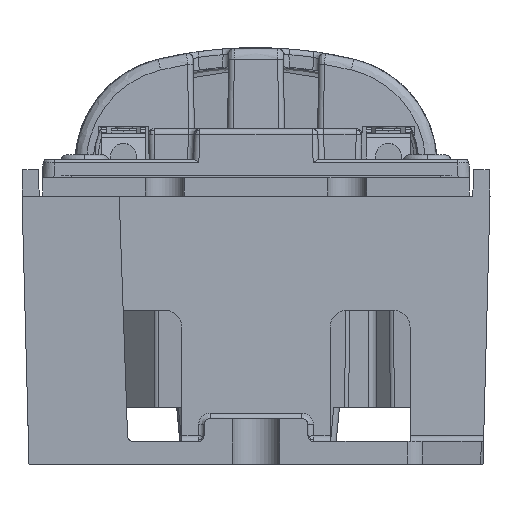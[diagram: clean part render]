
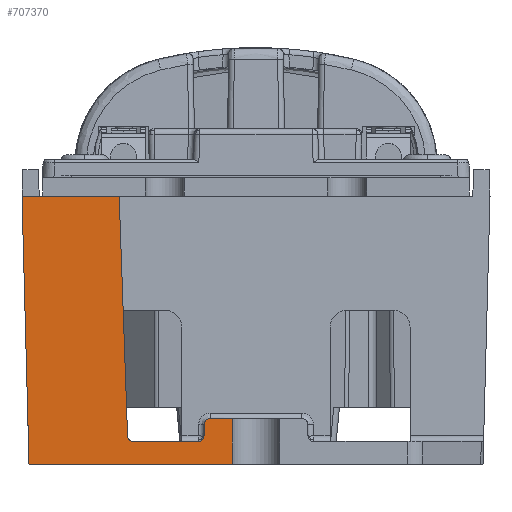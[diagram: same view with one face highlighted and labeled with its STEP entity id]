
A CAD part, left-side view. The second image highlights one B-rep face of the part: STEP entity #707370.
In plain terms, the highlighted face is planar.
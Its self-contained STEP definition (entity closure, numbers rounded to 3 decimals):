
#447190=CARTESIAN_POINT('',(43.995,0.8,
11.65));
#447200=VERTEX_POINT('',#447190);
#447230=CARTESIAN_POINT('',(43.995,-0.7,
11.611));
#447240=DIRECTION('',(0.,1.,
0.026));
#447250=VECTOR('',#447240,1.);
#447260=LINE('',#447230,#447250);
#447270=CARTESIAN_POINT('',(43.995,-22.7,
11.035));
#447280=VERTEX_POINT('',#447270);
#447290=EDGE_CURVE('',#447280,#447200,#447260,.T.);
#516290=CARTESIAN_POINT('',(43.995,-22.7,
-9.096));
#516300=DIRECTION('',(0.,0.,-1.));
#516310=VECTOR('',#516300,1.);
#516320=LINE('',#516290,#516310);
#516330=CARTESIAN_POINT('',(43.995,-22.7,
-6.75));
#516340=VERTEX_POINT('',#516330);
#516350=EDGE_CURVE('',#447280,#516340,#516320,.T.);
#612970=CARTESIAN_POINT('',(43.995,0.8,
3.137));
#612980=VERTEX_POINT('',#612970);
#613010=CARTESIAN_POINT('',(43.995,0.8,
-9.096));
#613020=DIRECTION('',(0.,0.,-1.));
#613030=VECTOR('',#613020,1.);
#613040=LINE('',#613010,#613030);
#613050=EDGE_CURVE('',#447200,#612980,#613040,.T.);
#613530=CARTESIAN_POINT('',(43.995,-20.217,
2.403));
#613540=VERTEX_POINT('',#613530);
#613570=CARTESIAN_POINT('',(43.995,-0.7,
3.085));
#613580=DIRECTION('',(0.,0.999,
0.035));
#613590=VECTOR('',#613580,1.);
#613600=LINE('',#613570,#613590);
#613610=EDGE_CURVE('',#613540,#612980,#613600,.T.);
#704940=CARTESIAN_POINT('',(43.995,-5.7,
-6.75));
#704950=DIRECTION('',(0.,1.,0.));
#704960=VECTOR('',#704950,1.);
#704970=LINE('',#704940,#704960);
#704980=CARTESIAN_POINT('',(43.995,-18.7,
-6.75));
#704990=VERTEX_POINT('',#704980);
#705000=EDGE_CURVE('',#516340,#704990,#704970,.T.);
#706760=CARTESIAN_POINT('',(43.995,-8.2,
6.65));
#706770=DIRECTION('',(1.,0.,0.));
#706780=DIRECTION('',(0.,1.,0.));
#706790=AXIS2_PLACEMENT_3D('',#706760,#706770,#706780);
#706800=PLANE('',#706790);
#706810=ORIENTED_EDGE('',*,*,#516350,.T.);
#706820=ORIENTED_EDGE('',*,*,#447290,.F.);
#706830=ORIENTED_EDGE('',*,*,#613050,.F.);
#706840=ORIENTED_EDGE('',*,*,#613610,.T.);
#706850=CARTESIAN_POINT('',(43.995,-20.2,
1.904));
#706860=DIRECTION('',(1.,0.,0.));
#706870=DIRECTION('',(0.,1.,0.));
#706880=AXIS2_PLACEMENT_3D('',#706850,#706860,#706870);
#706890=CIRCLE('',#706880,0.5);
#706900=CARTESIAN_POINT('',(43.995,-20.7,
1.904));
#706910=VERTEX_POINT('',#706900);
#706920=EDGE_CURVE('',#613540,#706910,#706890,.T.);
#706930=ORIENTED_EDGE('',*,*,#706920,.F.);
#706940=CARTESIAN_POINT('',(43.995,-20.7,
-9.096));
#706950=DIRECTION('',(0.,0.,1.));
#706960=VECTOR('',#706950,1.);
#706970=LINE('',#706940,#706960);
#706980=CARTESIAN_POINT('',(43.995,-20.7,
-3.797));
#706990=VERTEX_POINT('',#706980);
#707000=EDGE_CURVE('',#706990,#706910,#706970,.T.);
#707010=ORIENTED_EDGE('',*,*,#707000,.T.);
#707020=CARTESIAN_POINT('',(43.995,-20.2,
-3.797));
#707030=DIRECTION('',(1.,0.,0.));
#707040=DIRECTION('',(0.,1.,0.));
#707050=AXIS2_PLACEMENT_3D('',#707020,#707030,#707040);
#707060=CIRCLE('',#707050,0.5);
#707070=CARTESIAN_POINT('',(43.995,-20.217,
-4.297));
#707080=VERTEX_POINT('',#707070);
#707090=EDGE_CURVE('',#706990,#707080,#707060,.T.);
#707100=ORIENTED_EDGE('',*,*,#707090,.F.);
#707110=CARTESIAN_POINT('',(43.995,-1.7,
-4.944));
#707120=DIRECTION('',(0.,-0.999,
0.035));
#707130=VECTOR('',#707120,1.);
#707140=LINE('',#707110,#707130);
#707150=CARTESIAN_POINT('',(43.995,-19.183,
-4.333));
#707160=VERTEX_POINT('',#707150);
#707170=EDGE_CURVE('',#707160,#707080,#707140,.T.);
#707180=ORIENTED_EDGE('',*,*,#707170,.T.);
#707190=CARTESIAN_POINT('',(43.995,-19.2,
-4.833));
#707200=DIRECTION('',(1.,0.,0.));
#707210=DIRECTION('',(0.,1.,0.));
#707220=AXIS2_PLACEMENT_3D('',#707190,#707200,#707210);
#707230=CIRCLE('',#707220,0.5);
#707240=CARTESIAN_POINT('',(43.995,-18.7,
-4.833));
#707250=VERTEX_POINT('',#707240);
#707260=EDGE_CURVE('',#707250,#707160,#707230,.T.);
#707270=ORIENTED_EDGE('',*,*,#707260,.T.);
#707280=CARTESIAN_POINT('',(43.995,-18.7,
-9.096));
#707290=DIRECTION('',(0.,0.,1.));
#707300=VECTOR('',#707290,1.);
#707310=LINE('',#707280,#707300);
#707320=EDGE_CURVE('',#704990,#707250,#707310,.T.);
#707330=ORIENTED_EDGE('',*,*,#707320,.T.);
#707340=ORIENTED_EDGE('',*,*,#705000,.T.);
#707350=EDGE_LOOP('',(#707340,#707330,#707270,#707180,#707100,#707010,
#706930,#706840,#706830,#706820,#706810));
#707360=FACE_OUTER_BOUND('',#707350,.T.);
#707370=ADVANCED_FACE('',(#707360),#706800,.T.);
